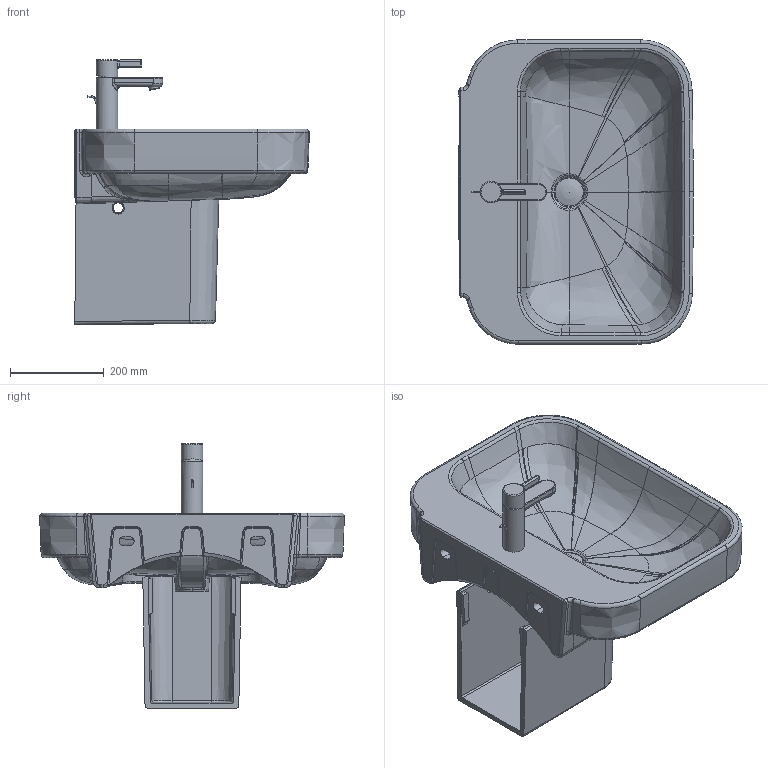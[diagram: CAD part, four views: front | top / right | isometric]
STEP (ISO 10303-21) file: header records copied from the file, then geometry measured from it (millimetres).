
FILE_DESCRIPTION((''),'2;1');
FILE_NAME('231665_085828.stp','2013-06-10T19:51:17',('Administrator'),(''),'Autodesk Inventor 2011','Autodesk Inventor 2011','');
FILE_SCHEMA(('CONFIG_CONTROL_DESIGN'));
Length unit declared in the file: millimetre
Products named in the file (11): 231665_085828; 231665; 085828; Kelch; Stopfen; Armatur Waschtisch; Fassung Sieb; Griff; Gehäuse; Hebel_Ventil; Gleitring
Assembly tree (10 placements, depth 3):
  231665_085828
    231665
    085828
    Kelch
    Stopfen
    Armatur Waschtisch
      Fassung Sieb
      Griff
      Gehäuse
      Hebel_Ventil
      Gleitring
Bounding box: 500.68 x 650.12 x 566.05 mm (x, y, z)
Volume: 19945109.2 mm3; surface area: 1677129.3 mm2
Topology: 8 solids, 10 shells, 770 faces, 1894 edges, 1132 vertices
Faces by surface type: bspline 449, cylinder 128, plane 119, torus 49, cone 20, sphere 5
Full cylindrical faces by diameter (mm): 4 x2, 20.15 x1, 21.15 x1, 22 x2, 23.15 x1, 25 x1, 35 x1, 42 x1, 44 x1, 46 x3, 60 x1
Entity records: 80418 total; most frequent: CARTESIAN_POINT 64099, ORIENTED_EDGE 3676, DIRECTION 2265, EDGE_CURVE 1840, VERTEX_POINT 1119, AXIS2_PLACEMENT_3D 904, EDGE_LOOP 837, B_SPLINE_CURVE_WITH_KNOTS 820
